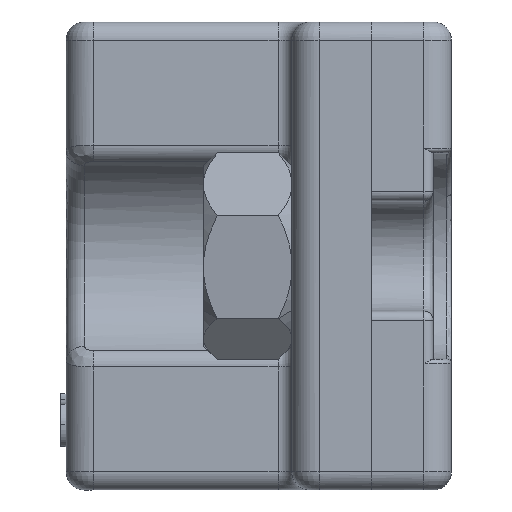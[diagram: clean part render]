
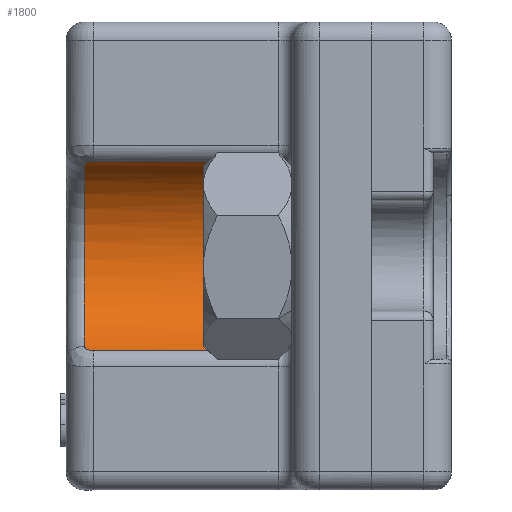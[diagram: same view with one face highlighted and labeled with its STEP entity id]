
A CAD part, left-side view. The second image highlights one B-rep face of the part: STEP entity #1800.
In plain terms, the highlighted cylindrical face has radius 5.75 mm (diameter 11.5 mm), a partial arc.
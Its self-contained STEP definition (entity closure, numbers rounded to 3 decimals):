
#89 = CARTESIAN_POINT ( 'NONE',  ( -36.194, 8.95, -5.151 ) ) ;
#120 = CARTESIAN_POINT ( 'NONE',  ( -36.194, 8.95, -5.151 ) ) ;
#513 = CARTESIAN_POINT ( 'NONE',  ( -35.718, 8.95, 4.914 ) ) ;
#547 = B_SPLINE_CURVE_WITH_KNOTS ( 'NONE', 3,
 ( #2014, #3154, #4392, #4831 ),
 .UNSPECIFIED., .F., .F.,
 ( 4, 4 ),
 ( 0., 1. ),
 .UNSPECIFIED. ) ;
#647 = CARTESIAN_POINT ( 'NONE',  ( -36.171, 19.2, 5.14 ) ) ;
#724 = CARTESIAN_POINT ( 'NONE',  ( -35.348, 19.5, 4.662 ) ) ;
#762 = CARTESIAN_POINT ( 'NONE',  ( -35.769, 19.5, -4.917 ) ) ;
#804 = CARTESIAN_POINT ( 'NONE',  ( -33.499, 19.5, -2.393 ) ) ;
#831 = B_SPLINE_CURVE_WITH_KNOTS ( 'NONE', 3,
 ( #120, #4894, #3011, #7230 ),
 .UNSPECIFIED., .F., .F.,
 ( 4, 4 ),
 ( 0., 1. ),
 .UNSPECIFIED. ) ;
#859 = CARTESIAN_POINT ( 'NONE',  ( -36.035, 19.401, -5.069 ) ) ;
#866 = DIRECTION ( 'NONE',  ( 0., -1., 0. ) ) ;
#875 = VERTEX_POINT ( 'NONE', #6210 ) ;
#908 = DIRECTION ( 'NONE',  ( 0.367, 0., -0.93 ) ) ;
#1096 = VERTEX_POINT ( 'NONE', #4454 ) ;
#1224 = CARTESIAN_POINT ( 'NONE',  ( -35.348, 19.5, -4.662 ) ) ;
#1387 = EDGE_CURVE ( 'NONE', #5764, #1096, #5881, .T. ) ;
#1540 = ORIENTED_EDGE ( 'NONE', *, *, #6963, .T. ) ;
#1647 = CARTESIAN_POINT ( 'NONE',  ( -33., 8.95, -0.532 ) ) ;
#1684 = CARTESIAN_POINT ( 'NONE',  ( -33.074, 8.95, -1.064 ) ) ;
#1688 = EDGE_CURVE ( 'NONE', #875, #2285, #547, .T. ) ;
#1755 = CARTESIAN_POINT ( 'NONE',  ( -36.194, 19.06, -5.151 ) ) ;
#1761 = CARTESIAN_POINT ( 'NONE',  ( -35.274, 8.95, 4.611 ) ) ;
#1800 = ADVANCED_FACE ( 'NONE', ( #3258 ), #6271, .F. ) ;
#1856 = CARTESIAN_POINT ( 'NONE',  ( -33.499, 19.5, 2.393 ) ) ;
#1871 = EDGE_LOOP ( 'NONE', ( #5660, #6894, #3554, #5383, #6079, #1540 ) ) ;
#1967 = B_SPLINE_CURVE_WITH_KNOTS ( 'NONE', 3,
 ( #3538, #6967, #4736, #7652, #2237, #7005, #7545, #1684, #1647, #6549, #4074, #6507, #6396, #2866, #7116, #1761, #513, #2794 ),
 .UNSPECIFIED., .F., .F.,
 ( 4, 2, 2, 2, 2, 2, 2, 2, 4 ),
 ( 0., 0.125, 0.25, 0.375, 0.5, 0.625, 0.75, 0.875, 1. ),
 .UNSPECIFIED. ) ;
#1991 = CARTESIAN_POINT ( 'NONE',  ( -36.105, 19.31, -5.106 ) ) ;
#2014 = CARTESIAN_POINT ( 'NONE',  ( -36.194, 19., 5.151 ) ) ;
#2062 = AXIS2_PLACEMENT_3D ( 'NONE', #5096, #866, #908 ) ;
#2237 = CARTESIAN_POINT ( 'NONE',  ( -34.144, 8.95, -3.483 ) ) ;
#2285 = VERTEX_POINT ( 'NONE', #2923 ) ;
#2558 = CARTESIAN_POINT ( 'NONE',  ( -33.063, 19.5, 0.983 ) ) ;
#2794 = CARTESIAN_POINT ( 'NONE',  ( -36.194, 8.95, 5.151 ) ) ;
#2866 = CARTESIAN_POINT ( 'NONE',  ( -34.144, 8.95, 3.483 ) ) ;
#2923 = CARTESIAN_POINT ( 'NONE',  ( -36.194, 8.95, 5.151 ) ) ;
#3011 = CARTESIAN_POINT ( 'NONE',  ( -36.194, 15.65, -5.151 ) ) ;
#3067 = CARTESIAN_POINT ( 'NONE',  ( -33.981, 19.5, -3.25 ) ) ;
#3151 = CARTESIAN_POINT ( 'NONE',  ( -33.313, 19.5, -1.934 ) ) ;
#3154 = CARTESIAN_POINT ( 'NONE',  ( -36.194, 15.65, 5.151 ) ) ;
#3258 = FACE_OUTER_BOUND ( 'NONE', #1871, .T. ) ;
#3538 = CARTESIAN_POINT ( 'NONE',  ( -36.194, 8.95, -5.151 ) ) ;
#3554 = ORIENTED_EDGE ( 'NONE', *, *, #4989, .F. ) ;
#3631 = CARTESIAN_POINT ( 'NONE',  ( -35.93, 19.476, 5.012 ) ) ;
#3673 = CARTESIAN_POINT ( 'NONE',  ( -35.769, 19.5, 4.917 ) ) ;
#3709 = EDGE_CURVE ( 'NONE', #4735, #875, #7266, .T. ) ;
#3740 = CARTESIAN_POINT ( 'NONE',  ( -33.063, 19.5, -0.983 ) ) ;
#3791 = CARTESIAN_POINT ( 'NONE',  ( -36.194, 19., 5.151 ) ) ;
#4074 = CARTESIAN_POINT ( 'NONE',  ( -33.074, 8.95, 1.064 ) ) ;
#4115 = CARTESIAN_POINT ( 'NONE',  ( -36.194, 19., -5.151 ) ) ;
#4213 = CARTESIAN_POINT ( 'NONE',  ( -36.194, 19., -5.151 ) ) ;
#4354 = CARTESIAN_POINT ( 'NONE',  ( -36.074, 19.367, 5.09 ) ) ;
#4392 = CARTESIAN_POINT ( 'NONE',  ( -36.194, 12.3, 5.151 ) ) ;
#4454 = CARTESIAN_POINT ( 'NONE',  ( -35.769, 19.5, -4.917 ) ) ;
#4735 = VERTEX_POINT ( 'NONE', #3673 ) ;
#4736 = CARTESIAN_POINT ( 'NONE',  ( -35.274, 8.95, -4.611 ) ) ;
#4743 = B_SPLINE_CURVE_WITH_KNOTS ( 'NONE', 3,
 ( #762, #1224, #7317, #7202, #3067, #804, #3151, #3740, #6597, #6122, #2558, #5464, #1856, #7357, #5545, #6006, #724, #6048 ),
 .UNSPECIFIED., .F., .F.,
 ( 4, 2, 2, 2, 2, 2, 2, 2, 4 ),
 ( 0., 0.125, 0.25, 0.375, 0.5, 0.625, 0.75, 0.875, 1. ),
 .UNSPECIFIED. ) ;
#4831 = CARTESIAN_POINT ( 'NONE',  ( -36.194, 8.95, 5.151 ) ) ;
#4850 = CARTESIAN_POINT ( 'NONE',  ( -36.141, 19.245, -5.124 ) ) ;
#4894 = CARTESIAN_POINT ( 'NONE',  ( -36.194, 12.3, -5.151 ) ) ;
#4913 = CARTESIAN_POINT ( 'NONE',  ( -35.822, 19.5, 4.949 ) ) ;
#4989 = EDGE_CURVE ( 'NONE', #1096, #4735, #4743, .T. ) ;
#5089 = CARTESIAN_POINT ( 'NONE',  ( -35.813, 19.5, -4.944 ) ) ;
#5096 = CARTESIAN_POINT ( 'NONE',  ( -38.75, 20., 0. ) ) ;
#5359 = CARTESIAN_POINT ( 'NONE',  ( -36.18, 19.151, -5.144 ) ) ;
#5383 = ORIENTED_EDGE ( 'NONE', *, *, #1387, .F. ) ;
#5464 = CARTESIAN_POINT ( 'NONE',  ( -33.313, 19.5, 1.934 ) ) ;
#5545 = CARTESIAN_POINT ( 'NONE',  ( -34.277, 19.5, 3.647 ) ) ;
#5660 = ORIENTED_EDGE ( 'NONE', *, *, #1688, .F. ) ;
#5764 = VERTEX_POINT ( 'NONE', #4115 ) ;
#5881 = B_SPLINE_CURVE_WITH_KNOTS ( 'NONE', 3,
 ( #4213, #1755, #5359, #4850, #1991, #859, #6762, #5089, #6189 ),
 .UNSPECIFIED., .F., .F.,
 ( 4, 1, 1, 1, 1, 1, 4 ),
 ( 0., 0.213, 0.322, 0.378, 0.501, 0.781, 1. ),
 .UNSPECIFIED. ) ;
#6006 = CARTESIAN_POINT ( 'NONE',  ( -34.961, 19.5, 4.353 ) ) ;
#6048 = CARTESIAN_POINT ( 'NONE',  ( -35.769, 19.5, 4.917 ) ) ;
#6079 = ORIENTED_EDGE ( 'NONE', *, *, #7670, .F. ) ;
#6093 = CARTESIAN_POINT ( 'NONE',  ( -35.769, 19.5, 4.917 ) ) ;
#6122 = CARTESIAN_POINT ( 'NONE',  ( -33., 19.5, 0.491 ) ) ;
#6189 = CARTESIAN_POINT ( 'NONE',  ( -35.769, 19.5, -4.917 ) ) ;
#6210 = CARTESIAN_POINT ( 'NONE',  ( -36.194, 19., 5.151 ) ) ;
#6271 = CYLINDRICAL_SURFACE ( 'NONE', #2062, 5.75 ) ;
#6396 = CARTESIAN_POINT ( 'NONE',  ( -33.583, 8.95, 2.578 ) ) ;
#6507 = CARTESIAN_POINT ( 'NONE',  ( -33.366, 8.95, 2.087 ) ) ;
#6549 = CARTESIAN_POINT ( 'NONE',  ( -33., 8.95, 0.532 ) ) ;
#6597 = CARTESIAN_POINT ( 'NONE',  ( -33., 19.5, -0.491 ) ) ;
#6748 = CARTESIAN_POINT ( 'NONE',  ( -36.194, 19.066, 5.151 ) ) ;
#6762 = CARTESIAN_POINT ( 'NONE',  ( -35.916, 19.481, -5.004 ) ) ;
#6778 = VERTEX_POINT ( 'NONE', #89 ) ;
#6894 = ORIENTED_EDGE ( 'NONE', *, *, #3709, .F. ) ;
#6963 = EDGE_CURVE ( 'NONE', #6778, #2285, #1967, .T. ) ;
#6967 = CARTESIAN_POINT ( 'NONE',  ( -35.718, 8.95, -4.914 ) ) ;
#7005 = CARTESIAN_POINT ( 'NONE',  ( -33.583, 8.95, -2.578 ) ) ;
#7116 = CARTESIAN_POINT ( 'NONE',  ( -34.487, 8.95, 3.896 ) ) ;
#7202 = CARTESIAN_POINT ( 'NONE',  ( -34.277, 19.5, -3.647 ) ) ;
#7230 = CARTESIAN_POINT ( 'NONE',  ( -36.194, 19., -5.151 ) ) ;
#7266 = B_SPLINE_CURVE_WITH_KNOTS ( 'NONE', 3,
 ( #6093, #4913, #3631, #4354, #647, #6748, #3791 ),
 .UNSPECIFIED., .F., .F.,
 ( 4, 1, 1, 1, 4 ),
 ( 0., 0.25, 0.5, 0.75, 1. ),
 .UNSPECIFIED. ) ;
#7317 = CARTESIAN_POINT ( 'NONE',  ( -34.961, 19.5, -4.353 ) ) ;
#7357 = CARTESIAN_POINT ( 'NONE',  ( -33.981, 19.5, 3.25 ) ) ;
#7545 = CARTESIAN_POINT ( 'NONE',  ( -33.366, 8.95, -2.087 ) ) ;
#7652 = CARTESIAN_POINT ( 'NONE',  ( -34.487, 8.95, -3.896 ) ) ;
#7670 = EDGE_CURVE ( 'NONE', #6778, #5764, #831, .T. ) ;
